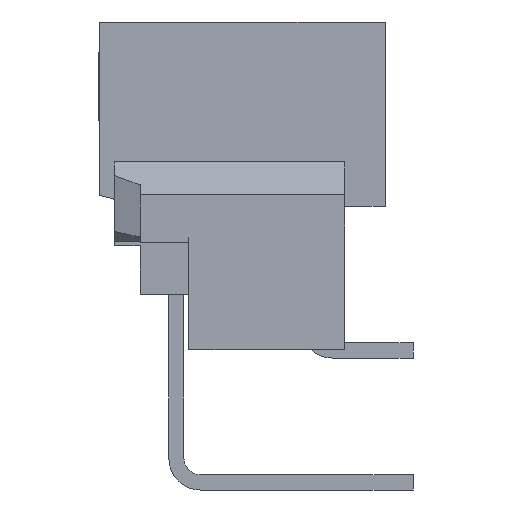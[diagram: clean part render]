
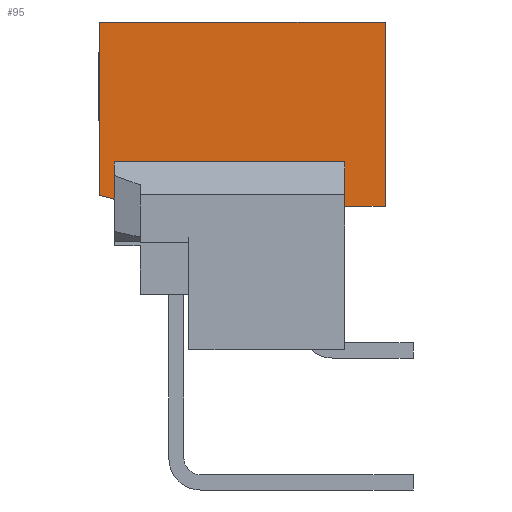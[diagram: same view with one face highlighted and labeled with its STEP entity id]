
A CAD part, left-side view. The second image highlights one B-rep face of the part: STEP entity #95.
In plain terms, the highlighted planar face has unit normal (-1, 0, 0).
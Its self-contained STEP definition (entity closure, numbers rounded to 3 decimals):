
#95=ADVANCED_FACE('',(#1360),#1361,.F.);
#1360=FACE_OUTER_BOUND('',#3801,.T.);
#1361=PLANE('',#3802);
#3801=EDGE_LOOP('',(#6781,#6782,#6783,#6784,#6785,#6786,#6787,#6788,#6789));
#3802=AXIS2_PLACEMENT_3D('',#6790,#6791,#6792);
#6781=ORIENTED_EDGE('',*,*,#15635,.T.);
#6782=ORIENTED_EDGE('',*,*,#15951,.F.);
#6783=ORIENTED_EDGE('',*,*,#15555,.F.);
#6784=ORIENTED_EDGE('',*,*,#15957,.T.);
#6785=ORIENTED_EDGE('',*,*,#15958,.T.);
#6786=ORIENTED_EDGE('',*,*,#15959,.F.);
#6787=ORIENTED_EDGE('',*,*,#15960,.T.);
#6788=ORIENTED_EDGE('',*,*,#15961,.T.);
#6789=ORIENTED_EDGE('',*,*,#15939,.T.);
#6790=CARTESIAN_POINT('',(-43.88,-5.5,0.0));
#6791=DIRECTION('',(1.0,0.0,0.0));
#6792=DIRECTION('',(0.0,1.0,-0.0));
#15555=EDGE_CURVE('',#18586,#18588,#18589,.T.);
#15635=EDGE_CURVE('',#18734,#18732,#18735,.T.);
#15939=EDGE_CURVE('',#19319,#18734,#19320,.T.);
#15951=EDGE_CURVE('',#18588,#18732,#19338,.T.);
#15957=EDGE_CURVE('',#18586,#19345,#19346,.T.);
#15958=EDGE_CURVE('',#19345,#19347,#19348,.T.);
#15959=EDGE_CURVE('',#19349,#19347,#19350,.T.);
#15960=EDGE_CURVE('',#19349,#19351,#19352,.T.);
#15961=EDGE_CURVE('',#19351,#19319,#19353,.T.);
#18586=VERTEX_POINT('',#23601);
#18588=VERTEX_POINT('',#23604);
#18589=LINE('',#23605,#23606);
#18732=VERTEX_POINT('',#23819);
#18734=VERTEX_POINT('',#23822);
#18735=LINE('',#23823,#23824);
#19319=VERTEX_POINT('',#24711);
#19320=LINE('',#24712,#24713);
#19338=LINE('',#24742,#24743);
#19345=VERTEX_POINT('',#24755);
#19346=LINE('',#24756,#24757);
#19347=VERTEX_POINT('',#24758);
#19348=LINE('',#24759,#24760);
#19349=VERTEX_POINT('',#24761);
#19350=LINE('',#24762,#24763);
#19351=VERTEX_POINT('',#24764);
#19352=LINE('',#24765,#24766);
#19353=LINE('',#24767,#24768);
#23601=CARTESIAN_POINT('',(-43.88,-3.935,-7.09));
#23604=CARTESIAN_POINT('',(-43.88,-3.935,-5.385));
#23605=CARTESIAN_POINT('',(-43.88,-3.935,-7.09));
#23606=VECTOR('',#31287,1.705);
#23819=CARTESIAN_POINT('',(-43.88,3.935,-5.385));
#23822=CARTESIAN_POINT('',(-43.88,3.935,-7.09));
#23823=CARTESIAN_POINT('',(-43.88,3.935,-7.09));
#23824=VECTOR('',#31383,1.705);
#24711=CARTESIAN_POINT('',(-43.88,4.28,-6.998));
#24712=CARTESIAN_POINT('',(-43.88,4.28,-6.998));
#24713=VECTOR('',#31687,0.357);
#24742=CARTESIAN_POINT('',(-43.88,-3.935,-5.385));
#24743=VECTOR('',#31699,7.87);
#24755=CARTESIAN_POINT('',(-43.88,-5.5,-7.09));
#24756=CARTESIAN_POINT('',(-43.88,-3.935,-7.09));
#24757=VECTOR('',#31705,1.565);
#24758=CARTESIAN_POINT('',(-43.88,-5.5,0.0));
#24759=CARTESIAN_POINT('',(-43.88,-5.5,-7.09));
#24760=VECTOR('',#31706,7.09);
#24761=CARTESIAN_POINT('',(-43.88,5.5,0.0));
#24762=CARTESIAN_POINT('',(-43.88,5.5,0.0));
#24763=VECTOR('',#31707,11.0);
#24764=CARTESIAN_POINT('',(-43.88,5.5,-6.671));
#24765=CARTESIAN_POINT('',(-43.88,5.5,0.0));
#24766=VECTOR('',#31708,6.671);
#24767=CARTESIAN_POINT('',(-43.88,5.5,-6.671));
#24768=VECTOR('',#31709,1.263);
#31287=DIRECTION('',(0.0,0.0,1.0));
#31383=DIRECTION('',(0.0,0.0,1.0));
#31687=DIRECTION('',(0.0,-0.966,-0.259));
#31699=DIRECTION('',(0.0,1.0,0.0));
#31705=DIRECTION('',(0.0,-1.0,0.0));
#31706=DIRECTION('',(0.0,0.0,1.0));
#31707=DIRECTION('',(0.0,-1.0,0.0));
#31708=DIRECTION('',(0.0,0.0,-1.0));
#31709=DIRECTION('',(0.0,-0.966,-0.259));
